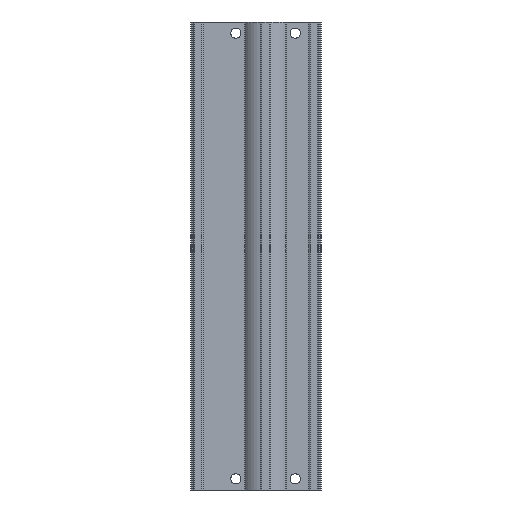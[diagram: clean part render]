
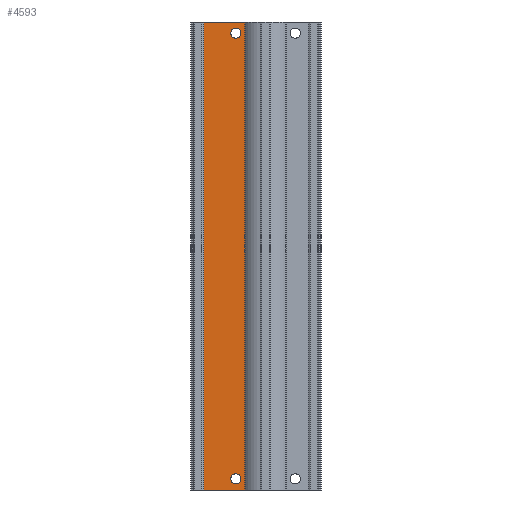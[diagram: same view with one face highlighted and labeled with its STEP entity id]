
A CAD part, front view. The second image highlights one B-rep face of the part: STEP entity #4593.
In plain terms, the highlighted planar face has unit normal (0, -1, 0).
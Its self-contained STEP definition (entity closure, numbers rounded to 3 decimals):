
#229=PLANE('',#4959);
#363=CIRCLE('',#4960,2.75);
#364=CIRCLE('',#4961,2.75);
#728=ORIENTED_EDGE('',*,*,#1916,.F.);
#729=ORIENTED_EDGE('',*,*,#1917,.F.);
#730=ORIENTED_EDGE('',*,*,#1918,.F.);
#731=ORIENTED_EDGE('',*,*,#1915,.F.);
#732=ORIENTED_EDGE('',*,*,#1919,.T.);
#733=ORIENTED_EDGE('',*,*,#1920,.T.);
#1915=EDGE_CURVE('',#2504,#2503,#2942,.T.);
#1916=EDGE_CURVE('',#2505,#2505,#363,.T.);
#1917=EDGE_CURVE('',#2506,#2506,#364,.T.);
#1918=EDGE_CURVE('',#2503,#2507,#2943,.T.);
#1919=EDGE_CURVE('',#2504,#2508,#2944,.T.);
#1920=EDGE_CURVE('',#2508,#2507,#2945,.T.);
#2503=VERTEX_POINT('',#7454);
#2504=VERTEX_POINT('',#7456);
#2505=VERTEX_POINT('',#7460);
#2506=VERTEX_POINT('',#7462);
#2507=VERTEX_POINT('',#7464);
#2508=VERTEX_POINT('',#7466);
#2942=LINE('',#7457,#3230);
#2943=LINE('',#7463,#3231);
#2944=LINE('',#7465,#3232);
#2945=LINE('',#7467,#3233);
#3230=VECTOR('',#5627,1000.);
#3231=VECTOR('',#5634,1000.);
#3232=VECTOR('',#5635,1000.);
#3233=VECTOR('',#5636,1000.);
#3522=EDGE_LOOP('',(#728));
#3523=EDGE_LOOP('',(#729));
#3524=EDGE_LOOP('',(#730,#731,#732,#733));
#4004=FACE_BOUND('',#3522,.T.);
#4005=FACE_BOUND('',#3523,.T.);
#4006=FACE_BOUND('',#3524,.T.);
#4593=ADVANCED_FACE('',(#4004,#4005,#4006),#229,.T.);
#4959=AXIS2_PLACEMENT_3D('',#7458,#5628,#5629);
#4960=AXIS2_PLACEMENT_3D('',#7459,#5630,#5631);
#4961=AXIS2_PLACEMENT_3D('',#7461,#5632,#5633);
#5627=DIRECTION('',(0.,0.,1.));
#5628=DIRECTION('',(0.,-1.,0.));
#5629=DIRECTION('',(0.,0.,-1.));
#5630=DIRECTION('',(0.,-1.,0.));
#5631=DIRECTION('',(0.,0.,-1.));
#5632=DIRECTION('',(0.,-1.,0.));
#5633=DIRECTION('',(0.,0.,-1.));
#5634=DIRECTION('',(1.,0.,0.));
#5635=DIRECTION('',(1.,0.,0.));
#5636=DIRECTION('',(0.,0.,1.));
#7454=CARTESIAN_POINT('',(-33.25,6.,0.));
#7456=CARTESIAN_POINT('',(-33.25,6.,-252.));
#7457=CARTESIAN_POINT('',(-33.25,6.,-252.));
#7458=CARTESIAN_POINT('',(-33.25,6.,-252.));
#7459=CARTESIAN_POINT('',(-16.,6.,-246.));
#7460=CARTESIAN_POINT('',(-16.,6.,-248.75));
#7461=CARTESIAN_POINT('',(-16.,6.,-6.));
#7462=CARTESIAN_POINT('',(-16.,6.,-8.75));
#7463=CARTESIAN_POINT('',(-33.25,6.,0.));
#7464=CARTESIAN_POINT('',(-11.124,6.,0.));
#7465=CARTESIAN_POINT('',(-33.25,6.,-252.));
#7466=CARTESIAN_POINT('',(-11.124,6.,-252.));
#7467=CARTESIAN_POINT('',(-11.124,6.,-252.));
